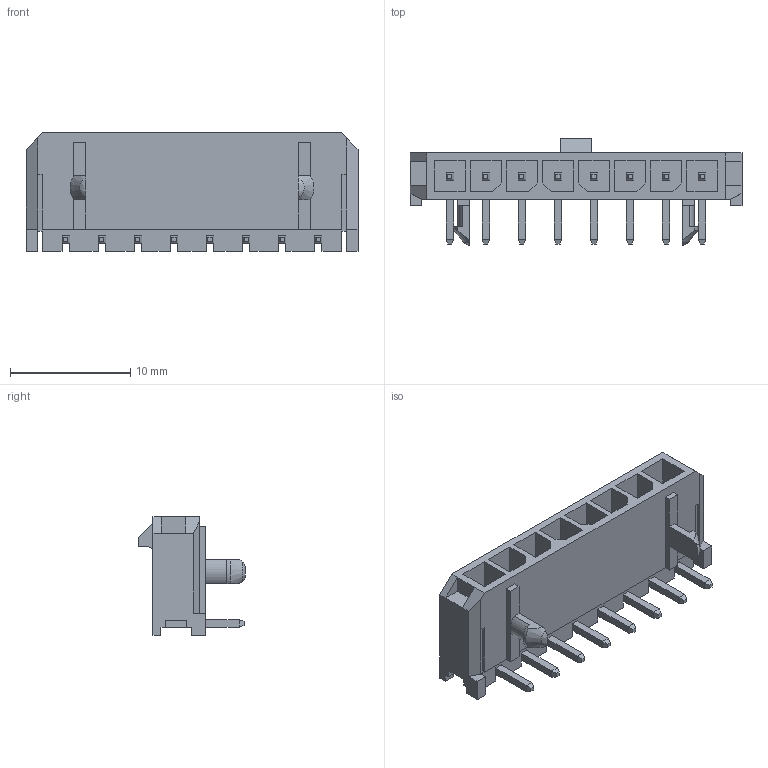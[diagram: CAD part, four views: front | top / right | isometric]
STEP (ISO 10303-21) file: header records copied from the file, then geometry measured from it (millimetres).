
FILE_DESCRIPTION((''),'2;1');
FILE_NAME('436500800','2020-10-20T',('me'),(''),'PRO/ENGINEER BY PARAMETRIC TECHNOLOGY CORPORATION, 2016010','PRO/ENGINEER BY PARAMETRIC TECHNOLOGY CORPORATION, 2016010','');
FILE_SCHEMA(('CONFIG_CONTROL_DESIGN'));
Length unit declared in the file: millimetre
Products named in the file (1): 436500800
Bounding box: 27.64 x 8.9 x 9.9 mm (x, y, z)
Volume: 667.2 mm3; surface area: 1696.9 mm2
Topology: 2 solids, 2 shells, 459 faces, 1196 edges, 760 vertices
Faces by surface type: plane 450, cylinder 5, cone 2, bspline 2
Entity records: 13713 total; most frequent: CARTESIAN_POINT 2506, ORIENTED_EDGE 2348, DIRECTION 2136, EDGE_CURVE 1174, VECTOR 1152, LINE 1152, VERTEX_POINT 736, AXIS2_PLACEMENT_3D 492
